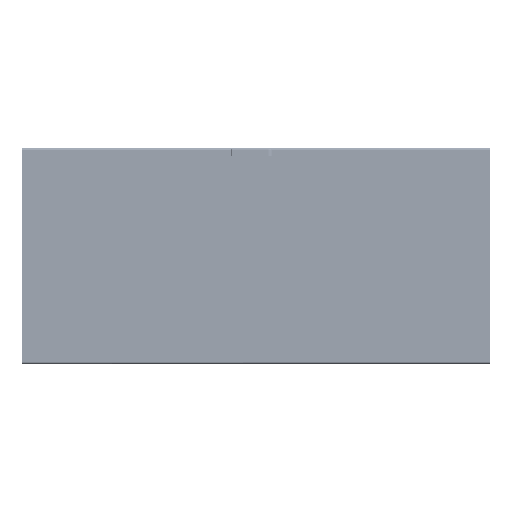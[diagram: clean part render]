
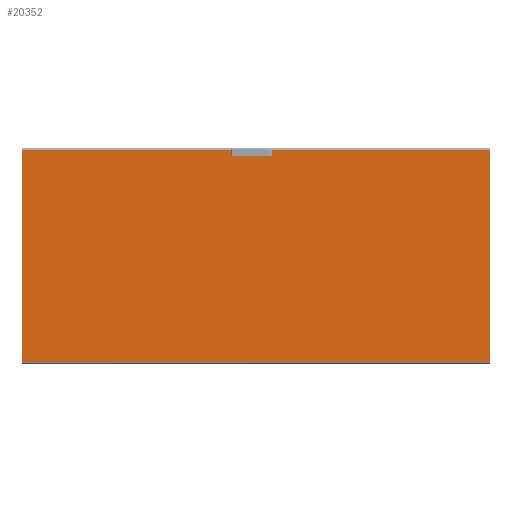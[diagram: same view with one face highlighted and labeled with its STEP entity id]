
A CAD part, top view. The second image highlights one B-rep face of the part: STEP entity #20352.
In plain terms, the highlighted planar face has unit normal (0, 0, 1).
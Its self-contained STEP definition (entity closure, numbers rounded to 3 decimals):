
#7796 = CARTESIAN_POINT ( 'NONE',  ( 54.3, 475.5, 2. ) ) ;
#7799 = DIRECTION ( 'NONE',  ( 0., 0., 1. ) ) ;
#7801 = DIRECTION ( 'NONE',  ( -1., 0., 0. ) ) ;
#7900 = LINE ( 'NONE', #8100, #7931 ) ;
#7909 = LINE ( 'NONE', #8052, #7911 ) ;
#7911 = VECTOR ( 'NONE', #8054, 1000. ) ;
#7912 = LINE ( 'NONE', #8090, #7920 ) ;
#7914 = LINE ( 'NONE', #8070, #7916 ) ;
#7916 = VECTOR ( 'NONE', #8072, 1000. ) ;
#7920 = VECTOR ( 'NONE', #8092, 1000. ) ;
#7922 = LINE ( 'NONE', #8075, #7924 ) ;
#7924 = VECTOR ( 'NONE', #8077, 1000. ) ;
#7926 = LINE ( 'NONE', #8079, #7928 ) ;
#7928 = VECTOR ( 'NONE', #8081, 1000. ) ;
#7931 = VECTOR ( 'NONE', #8102, 1000. ) ;
#7933 = CIRCLE ( 'NONE', #72804, 12.5 ) ;
#7936 = VECTOR ( 'NONE', #8145, 1000. ) ;
#7938 = LINE ( 'NONE', #8115, #7951 ) ;
#7939 = CIRCLE ( 'NONE', #72877, 12.5 ) ;
#7942 = VECTOR ( 'NONE', #8118, 1000. ) ;
#7945 = CIRCLE ( 'NONE', #72871, 12.5 ) ;
#7947 = LINE ( 'NONE', #8105, #7942 ) ;
#7950 = CIRCLE ( 'NONE', #73256, 4.5 ) ;
#7951 = VECTOR ( 'NONE', #8123, 1000. ) ;
#7952 = VECTOR ( 'NONE', #8133, 1000. ) ;
#7956 = LINE ( 'NONE', #8121, #7952 ) ;
#7958 = CIRCLE ( 'NONE', #73122, 12.5 ) ;
#7963 = LINE ( 'NONE', #8132, #7936 ) ;
#7965 = CIRCLE ( 'NONE', #73046, 4.5 ) ;
#8052 = CARTESIAN_POINT ( 'NONE',  ( 1075.49, 487.5, 2. ) ) ;
#8054 = DIRECTION ( 'NONE',  ( -1., 0., 0. ) ) ;
#8058 = CARTESIAN_POINT ( 'NONE',  ( -26., 475.5, 2. ) ) ;
#8063 = CARTESIAN_POINT ( 'NONE',  ( 26., 475.5, 2. ) ) ;
#8070 = CARTESIAN_POINT ( 'NONE',  ( 1075.49, -495., 2. ) ) ;
#8072 = DIRECTION ( 'NONE',  ( 0., 1., 0. ) ) ;
#8075 = CARTESIAN_POINT ( 'NONE',  ( -1075.49, 495., 2. ) ) ;
#8077 = DIRECTION ( 'NONE',  ( 0., -1., 0. ) ) ;
#8079 = CARTESIAN_POINT ( 'NONE',  ( 1075.49, 487.5, 2. ) ) ;
#8081 = DIRECTION ( 'NONE',  ( -1., 0., 0. ) ) ;
#8083 = CARTESIAN_POINT ( 'NONE',  ( 26., 475.5, 2. ) ) ;
#8086 = DIRECTION ( 'NONE',  ( 0., 0., 1. ) ) ;
#8088 = DIRECTION ( 'NONE',  ( 1., 0., 0. ) ) ;
#8090 = CARTESIAN_POINT ( 'NONE',  ( -1075.49, -487.5, 2. ) ) ;
#8092 = DIRECTION ( 'NONE',  ( 1., 0., 0. ) ) ;
#8096 = DIRECTION ( 'NONE',  ( 0., 0., 1. ) ) ;
#8097 = DIRECTION ( 'NONE',  ( -1., 0., 0. ) ) ;
#8100 = CARTESIAN_POINT ( 'NONE',  ( 37.662, 480., 2. ) ) ;
#8102 = DIRECTION ( 'NONE',  ( -1., 0., 0. ) ) ;
#8105 = CARTESIAN_POINT ( 'NONE',  ( -14.338, 471., 2. ) ) ;
#8106 = DIRECTION ( 'NONE',  ( 0., 0., 1. ) ) ;
#8108 = DIRECTION ( 'NONE',  ( -1., 0., 0. ) ) ;
#8109 = CARTESIAN_POINT ( 'NONE',  ( 54.3, 475.5, 2. ) ) ;
#8112 = DIRECTION ( 'NONE',  ( 0., 0., 1. ) ) ;
#8114 = DIRECTION ( 'NONE',  ( -1., 0., 0. ) ) ;
#8115 = CARTESIAN_POINT ( 'NONE',  ( 37.662, 471., 2. ) ) ;
#8118 = DIRECTION ( 'NONE',  ( 1., 0., 0. ) ) ;
#8121 = CARTESIAN_POINT ( 'NONE',  ( -37.662, 471., 2. ) ) ;
#8123 = DIRECTION ( 'NONE',  ( 1., 0., 0. ) ) ;
#8124 = CARTESIAN_POINT ( 'NONE',  ( -26., 475.5, 2. ) ) ;
#8127 = DIRECTION ( 'NONE',  ( 0., 0., 1. ) ) ;
#8129 = DIRECTION ( 'NONE',  ( 1., 0., 0. ) ) ;
#8132 = CARTESIAN_POINT ( 'NONE',  ( -37.662, 480., 2. ) ) ;
#8133 = DIRECTION ( 'NONE',  ( 1., 0., 0. ) ) ;
#8135 = CARTESIAN_POINT ( 'NONE',  ( -54.3, 475.5, 2. ) ) ;
#8138 = DIRECTION ( 'NONE',  ( 0., 0., 1. ) ) ;
#8140 = DIRECTION ( 'NONE',  ( 1., 0., 0. ) ) ;
#8145 = DIRECTION ( 'NONE',  ( -1., 0., 0. ) ) ;
#9759 = EDGE_CURVE ( 'NONE', #52000, #51845, #10977, .T. ) ;
#9864 = EDGE_CURVE ( 'NONE', #51977, #51715, #7909, .T. ) ;
#9868 = EDGE_CURVE ( 'NONE', #51717, #51977, #7914, .T. ) ;
#9870 = EDGE_CURVE ( 'NONE', #52133, #51569, #7922, .T. ) ;
#9872 = EDGE_CURVE ( 'NONE', #51998, #52133, #7926, .T. ) ;
#9873 = EDGE_CURVE ( 'NONE', #51998, #51957, #7933, .T. ) ;
#9875 = EDGE_CURVE ( 'NONE', #51569, #51717, #7912, .T. ) ;
#9877 = EDGE_CURVE ( 'NONE', #51710, #51715, #7939, .T. ) ;
#9879 = EDGE_CURVE ( 'NONE', #51845, #51710, #7900, .T. ) ;
#9882 = EDGE_CURVE ( 'NONE', #51704, #51687, #7945, .T. ) ;
#9883 = EDGE_CURVE ( 'NONE', #52024, #52000, #7950, .T. ) ;
#9885 = EDGE_CURVE ( 'NONE', #52034, #51704, #7947, .T. ) ;
#9887 = EDGE_CURVE ( 'NONE', #51687, #52024, #7938, .T. ) ;
#9889 = EDGE_CURVE ( 'NONE', #51699, #52034, #7958, .T. ) ;
#9891 = EDGE_CURVE ( 'NONE', #52125, #51699, #7956, .T. ) ;
#9894 = EDGE_CURVE ( 'NONE', #51604, #52125, #7965, .T. ) ;
#9896 = EDGE_CURVE ( 'NONE', #51957, #51604, #7963, .T. ) ;
#10977 = CIRCLE ( 'NONE', #73133, 4.5 ) ;
#20352 = ADVANCED_FACE ( 'NONE', ( #25761 ), #44595, .T. ) ;
#22977 = EDGE_LOOP ( 'NONE', ( #28776, #28775, #28774, #28773, #28772, #28771, #28770, #28769, #28768, #28767, #28766, #28765, #28764, #28763, #28762, #28761, #28760 ) ) ;
#25761 = FACE_OUTER_BOUND ( 'NONE', #22977, .T. ) ;
#28760 = ORIENTED_EDGE ( 'NONE', *, *, #9896, .F. ) ;
#28761 = ORIENTED_EDGE ( 'NONE', *, *, #9894, .F. ) ;
#28762 = ORIENTED_EDGE ( 'NONE', *, *, #9891, .F. ) ;
#28763 = ORIENTED_EDGE ( 'NONE', *, *, #9889, .F. ) ;
#28764 = ORIENTED_EDGE ( 'NONE', *, *, #9885, .F. ) ;
#28765 = ORIENTED_EDGE ( 'NONE', *, *, #9882, .F. ) ;
#28766 = ORIENTED_EDGE ( 'NONE', *, *, #9887, .F. ) ;
#28767 = ORIENTED_EDGE ( 'NONE', *, *, #9883, .F. ) ;
#28768 = ORIENTED_EDGE ( 'NONE', *, *, #9759, .F. ) ;
#28769 = ORIENTED_EDGE ( 'NONE', *, *, #9879, .F. ) ;
#28770 = ORIENTED_EDGE ( 'NONE', *, *, #9877, .F. ) ;
#28771 = ORIENTED_EDGE ( 'NONE', *, *, #9864, .T. ) ;
#28772 = ORIENTED_EDGE ( 'NONE', *, *, #9868, .T. ) ;
#28773 = ORIENTED_EDGE ( 'NONE', *, *, #9875, .T. ) ;
#28774 = ORIENTED_EDGE ( 'NONE', *, *, #9870, .T. ) ;
#28775 = ORIENTED_EDGE ( 'NONE', *, *, #9872, .T. ) ;
#28776 = ORIENTED_EDGE ( 'NONE', *, *, #9873, .F. ) ;
#44586 = CARTESIAN_POINT ( 'NONE',  ( -1075.5, -495., 2. ) ) ;
#44595 = PLANE ( 'NONE',  #58202 ) ;
#44602 = DIRECTION ( 'NONE',  ( 0., 0., 1. ) ) ;
#44604 = DIRECTION ( 'NONE',  ( 1., 0., 0. ) ) ;
#51569 = VERTEX_POINT ( 'NONE', #74477 ) ;
#51604 = VERTEX_POINT ( 'NONE', #74542 ) ;
#51687 = VERTEX_POINT ( 'NONE', #74695 ) ;
#51699 = VERTEX_POINT ( 'NONE', #74716 ) ;
#51704 = VERTEX_POINT ( 'NONE', #74725 ) ;
#51710 = VERTEX_POINT ( 'NONE', #74737 ) ;
#51715 = VERTEX_POINT ( 'NONE', #74746 ) ;
#51717 = VERTEX_POINT ( 'NONE', #74750 ) ;
#51845 = VERTEX_POINT ( 'NONE', #74980 ) ;
#51957 = VERTEX_POINT ( 'NONE', #75159 ) ;
#51977 = VERTEX_POINT ( 'NONE', #75191 ) ;
#51998 = VERTEX_POINT ( 'NONE', #75226 ) ;
#52000 = VERTEX_POINT ( 'NONE', #75228 ) ;
#52024 = VERTEX_POINT ( 'NONE', #75269 ) ;
#52034 = VERTEX_POINT ( 'NONE', #75285 ) ;
#52125 = VERTEX_POINT ( 'NONE', #75429 ) ;
#52133 = VERTEX_POINT ( 'NONE', #75442 ) ;
#58202 = AXIS2_PLACEMENT_3D ( 'NONE', #44586, #44602, #44604 ) ;
#72804 = AXIS2_PLACEMENT_3D ( 'NONE', #8058, #8086, #8088 ) ;
#72871 = AXIS2_PLACEMENT_3D ( 'NONE', #8083, #8106, #8108 ) ;
#72877 = AXIS2_PLACEMENT_3D ( 'NONE', #8063, #8096, #8097 ) ;
#73046 = AXIS2_PLACEMENT_3D ( 'NONE', #8135, #8138, #8140 ) ;
#73122 = AXIS2_PLACEMENT_3D ( 'NONE', #8124, #8127, #8129 ) ;
#73133 = AXIS2_PLACEMENT_3D ( 'NONE', #7796, #7799, #7801 ) ;
#73256 = AXIS2_PLACEMENT_3D ( 'NONE', #8109, #8112, #8114 ) ;
#74477 = CARTESIAN_POINT ( 'NONE',  ( -1075.49, -487.5, 2. ) ) ;
#74542 = CARTESIAN_POINT ( 'NONE',  ( -54.3, 480., 2. ) ) ;
#74695 = CARTESIAN_POINT ( 'NONE',  ( 37.662, 471., 2. ) ) ;
#74716 = CARTESIAN_POINT ( 'NONE',  ( -37.662, 471., 2. ) ) ;
#74725 = CARTESIAN_POINT ( 'NONE',  ( 14.338, 471., 2. ) ) ;
#74737 = CARTESIAN_POINT ( 'NONE',  ( 37.662, 480., 2. ) ) ;
#74746 = CARTESIAN_POINT ( 'NONE',  ( 29.5, 487.5, 2. ) ) ;
#74750 = CARTESIAN_POINT ( 'NONE',  ( 1075.49, -487.5, 2. ) ) ;
#74980 = CARTESIAN_POINT ( 'NONE',  ( 54.3, 480., 2. ) ) ;
#75159 = CARTESIAN_POINT ( 'NONE',  ( -37.662, 480., 2. ) ) ;
#75191 = CARTESIAN_POINT ( 'NONE',  ( 1075.49, 487.5, 2. ) ) ;
#75226 = CARTESIAN_POINT ( 'NONE',  ( -29.5, 487.5, 2. ) ) ;
#75228 = CARTESIAN_POINT ( 'NONE',  ( 58.8, 475.5, 2. ) ) ;
#75269 = CARTESIAN_POINT ( 'NONE',  ( 54.3, 471., 2. ) ) ;
#75285 = CARTESIAN_POINT ( 'NONE',  ( -14.338, 471., 2. ) ) ;
#75429 = CARTESIAN_POINT ( 'NONE',  ( -54.3, 471., 2. ) ) ;
#75442 = CARTESIAN_POINT ( 'NONE',  ( -1075.49, 487.5, 2. ) ) ;
